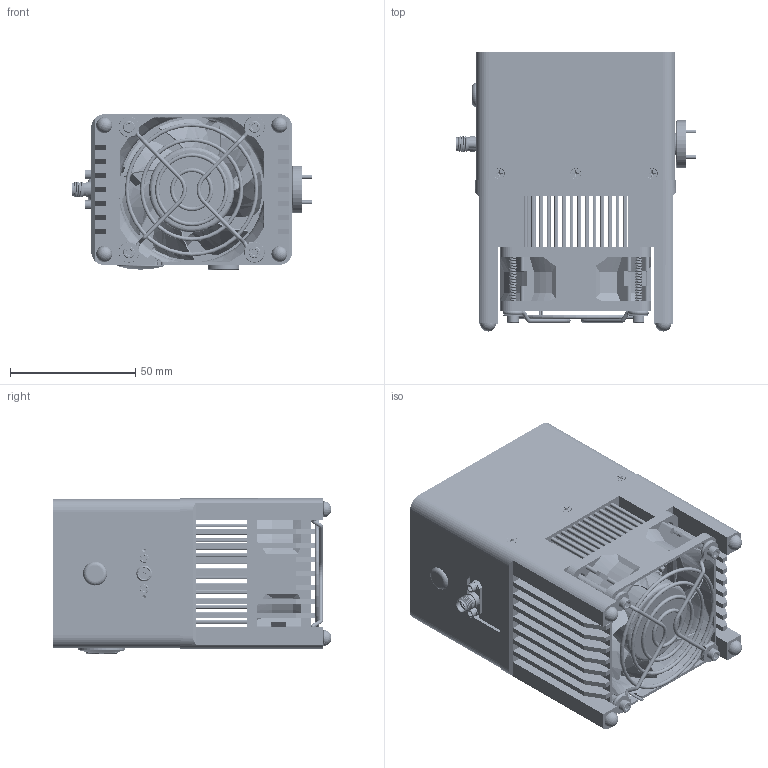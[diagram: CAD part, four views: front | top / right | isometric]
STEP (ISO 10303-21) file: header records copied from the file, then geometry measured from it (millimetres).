
FILE_DESCRIPTION (( 'STEP AP203' ), '1' );
FILE_NAME ('STE-KF610-16-S1-C.STEP', '2025-08-07T17:40:12', ( '' ), ( '' ), 'SwSTEP 2.0', 'SolidWorks 2021', '' );
FILE_SCHEMA (( 'CONFIG_CONTROL_DESIGN' ));
Products named in the file (1): STE-KF610-16-S1-C
Bounding box: 95.77 x 111.12 x 61.92 mm (x, y, z)
Volume: 152998.8 mm3; surface area: 157457.4 mm2
Topology: 72 solids, 72 shells, 7949 faces, 21525 edges, 14118 vertices
Faces by surface type: cylinder 3920, plane 3252, cone 454, bspline 196, torus 116, sphere 11
Entity records: 314806 total; most frequent: CARTESIAN_POINT 123636, ORIENTED_EDGE 42826, DIRECTION 37282, EDGE_CURVE 21413, VERTEX_POINT 14117, AXIS2_PLACEMENT_3D 12860, LINE 11562, VECTOR 11562
